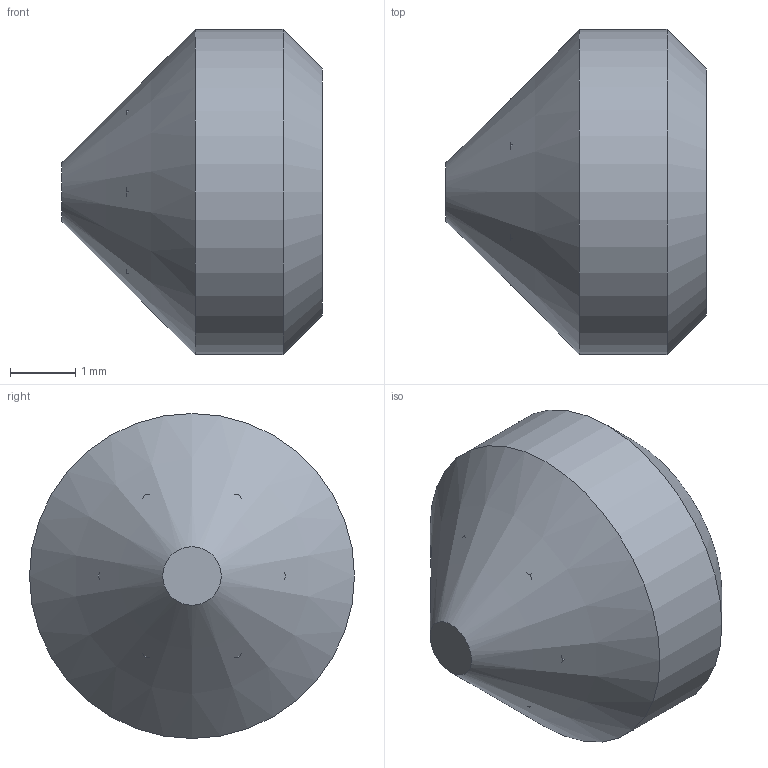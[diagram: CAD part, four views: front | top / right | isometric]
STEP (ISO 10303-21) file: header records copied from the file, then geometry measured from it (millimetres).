
FILE_DESCRIPTION (( 'STEP AP203' ), '1' );
FILE_NAME ('58306-240-4.step', '2019-12-13T13:02:16', ( '' ), ( '' ), 'SwSTEP 2.0', 'SolidWorks 2015', '' );
FILE_SCHEMA (( 'CONFIG_CONTROL_DESIGN' ));
Length unit declared in the file: millimetre
Products named in the file (2): 58306-240-4
Bounding box: 4 x 5 x 5 mm (x, y, z)
Volume: 35.7 mm3; surface area: 98.9 mm2
Topology: 1 solids, 1 shells, 164 faces, 429 edges, 287 vertices
Faces by surface type: bspline 83, plane 78, cone 2, cylinder 1
Full cylindrical faces by diameter (mm): 5 x1
Entity records: 10817 total; most frequent: CARTESIAN_POINT 7208, ORIENTED_EDGE 848, DIRECTION 428, EDGE_CURVE 424, VERTEX_POINT 284, LINE 254, VECTOR 254, EDGE_LOOP 186
